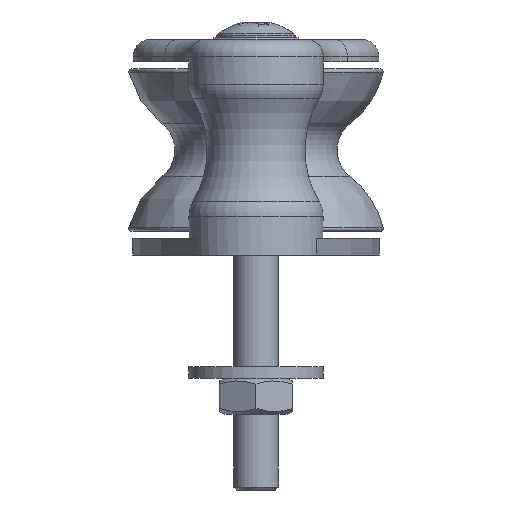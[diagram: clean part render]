
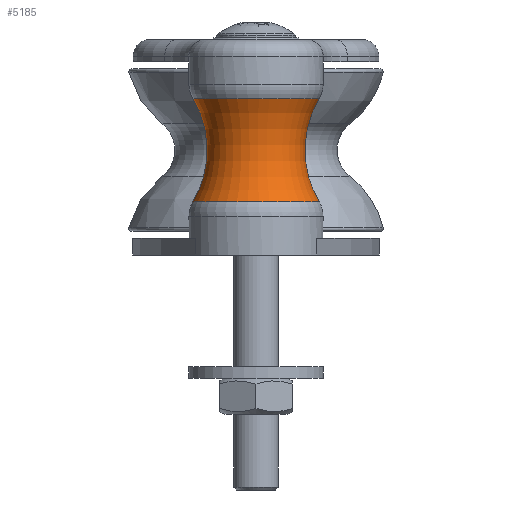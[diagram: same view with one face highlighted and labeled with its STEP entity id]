
A CAD part, left-side view. The second image highlights one B-rep face of the part: STEP entity #5185.
In plain terms, the highlighted toroidal (fillet/blend) face has major radius 26.75 mm and minor radius 18 mm.
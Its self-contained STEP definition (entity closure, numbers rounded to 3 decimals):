
#84=TOROIDAL_SURFACE('',#5845,26.75,18.);
#911=FACE_BOUND('',#1718,.T.);
#1249=FACE_OUTER_BOUND('',#1717,.T.);
#1717=EDGE_LOOP('',(#4622));
#1718=EDGE_LOOP('',(#4623));
#2083=CIRCLE('',#5843,11.293);
#2085=CIRCLE('',#5846,11.293);
#2585=VERTEX_POINT('',#9524);
#2587=VERTEX_POINT('',#9529);
#3275=EDGE_CURVE('',#2585,#2585,#2083,.T.);
#3277=EDGE_CURVE('',#2587,#2587,#2085,.T.);
#4622=ORIENTED_EDGE('',*,*,#3277,.T.);
#4623=ORIENTED_EDGE('',*,*,#3275,.F.);
#5185=ADVANCED_FACE('',(#1249,#911),#84,.F.);
#5843=AXIS2_PLACEMENT_3D('',#9525,#7391,#7392);
#5845=AXIS2_PLACEMENT_3D('',#9528,#7395,#7396);
#5846=AXIS2_PLACEMENT_3D('',#9530,#7397,#7398);
#7391=DIRECTION('center_axis',(0.,0.,1.));
#7392=DIRECTION('ref_axis',(-0.953,0.301,0.));
#7395=DIRECTION('center_axis',(0.,0.,1.));
#7396=DIRECTION('ref_axis',(-0.953,0.301,0.));
#7397=DIRECTION('center_axis',(0.,0.,1.));
#7398=DIRECTION('ref_axis',(-0.953,0.301,0.));
#9524=CARTESIAN_POINT('',(-242.232,-3.404,27.975));
#9525=CARTESIAN_POINT('Origin',(-253.,0.,27.975));
#9528=CARTESIAN_POINT('Origin',(-253.,0.,18.75));
#9529=CARTESIAN_POINT('',(-242.232,-3.404,9.525));
#9530=CARTESIAN_POINT('Origin',(-253.,0.,9.525));
